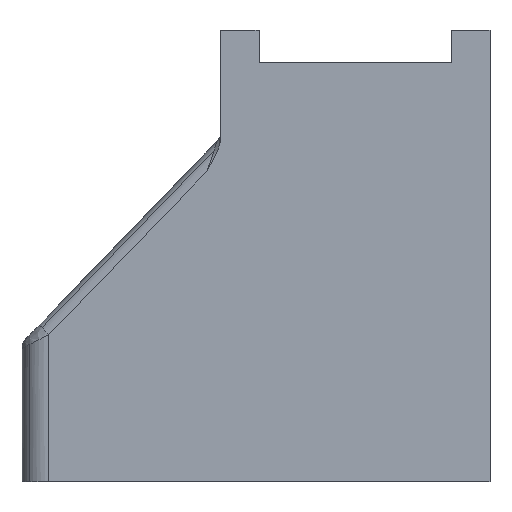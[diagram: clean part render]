
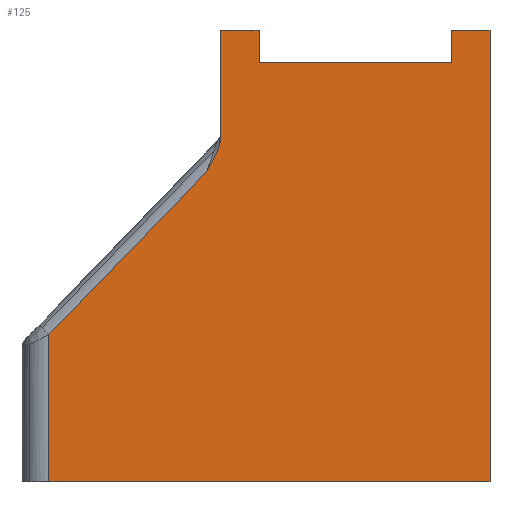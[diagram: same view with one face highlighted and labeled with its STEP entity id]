
A CAD part, front view. The second image highlights one B-rep face of the part: STEP entity #125.
In plain terms, the highlighted planar face has unit normal (0, -1, 0).
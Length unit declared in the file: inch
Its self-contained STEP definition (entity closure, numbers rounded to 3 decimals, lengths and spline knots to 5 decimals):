
#125=ADVANCED_FACE('',(#319),#320,.T.);
#319=FACE_OUTER_BOUND('',#901,.T.);
#320=PLANE('',#902);
#901=EDGE_LOOP('',(#2641,#2642,#2643,#2644,#2645,#2646,#2647,#2648,#2649,#2650,#2651));
#902=AXIS2_PLACEMENT_3D('',#2652,#2653,#2654);
#2641=ORIENTED_EDGE('',*,*,#3356,.T.);
#2642=ORIENTED_EDGE('',*,*,#3357,.T.);
#2643=ORIENTED_EDGE('',*,*,#3358,.T.);
#2644=ORIENTED_EDGE('',*,*,#3359,.T.);
#2645=ORIENTED_EDGE('',*,*,#3360,.T.);
#2646=ORIENTED_EDGE('',*,*,#3361,.T.);
#2647=ORIENTED_EDGE('',*,*,#3362,.T.);
#2648=ORIENTED_EDGE('',*,*,#3304,.T.);
#2649=ORIENTED_EDGE('',*,*,#3363,.T.);
#2650=ORIENTED_EDGE('',*,*,#3364,.T.);
#2651=ORIENTED_EDGE('',*,*,#3336,.T.);
#2652=CARTESIAN_POINT('',(0.18899,0.,-1.32413));
#2653=DIRECTION('',(0.,-1.0,0.));
#2654=DIRECTION('',(-1.0,0.,0.));
#3304=EDGE_CURVE('',#3608,#3609,#3610,.T.);
#3336=EDGE_CURVE('',#3667,#3665,#3668,.T.);
#3356=EDGE_CURVE('',#3665,#3703,#3704,.T.);
#3357=EDGE_CURVE('',#3703,#3705,#3706,.T.);
#3358=EDGE_CURVE('',#3705,#3707,#3708,.T.);
#3359=EDGE_CURVE('',#3707,#3709,#3710,.F.);
#3360=EDGE_CURVE('',#3709,#3711,#3712,.F.);
#3361=EDGE_CURVE('',#3711,#3713,#3714,.F.);
#3362=EDGE_CURVE('',#3713,#3608,#3715,.T.);
#3363=EDGE_CURVE('',#3609,#3716,#3717,.T.);
#3364=EDGE_CURVE('',#3716,#3667,#3718,.F.);
#3608=VERTEX_POINT('',#4046);
#3609=VERTEX_POINT('',#4047);
#3610=LINE('',#4048,#4049);
#3665=VERTEX_POINT('',#4126);
#3667=VERTEX_POINT('',#4128);
#3668=LINE('',#4129,#4130);
#3703=VERTEX_POINT('',#4195);
#3704=B_SPLINE_CURVE_WITH_KNOTS('',3,(#4196,#4197,#4198,#4199,#4200,#4201,#4202,#4203),.UNSPECIFIED.,.F.,.F.,(4,2,2,4),(0.0,0.55289,2.3501,2.35384),.UNSPECIFIED.);
#3705=VERTEX_POINT('',#4204);
#3706=LINE('',#4205,#4206);
#3707=VERTEX_POINT('',#4207);
#3708=LINE('',#4208,#4209);
#3709=VERTEX_POINT('',#4210);
#3710=LINE('',#4211,#4212);
#3711=VERTEX_POINT('',#4213);
#3712=LINE('',#4214,#4215);
#3713=VERTEX_POINT('',#4216);
#3714=LINE('',#4217,#4218);
#3715=LINE('',#4219,#4220);
#3716=VERTEX_POINT('',#4221);
#3717=LINE('',#4222,#4223);
#3718=LINE('',#4224,#4225);
#4046=CARTESIAN_POINT('',(0.53249,0.0,1.22425));
#4047=CARTESIAN_POINT('',(-0.0305,0.0,1.22425));
#4048=CARTESIAN_POINT('',(0.21999,0.0,1.22425));
#4049=VECTOR('',#4668,1.0);
#4126=CARTESIAN_POINT('',(-0.14268,0.,1.00603));
#4128=CARTESIAN_POINT('',(-0.1426,0.0,1.31874));
#4129=CARTESIAN_POINT('',(-0.14311,0.,-0.68208));
#4130=VECTOR('',#4711,1.);
#4195=CARTESIAN_POINT('',(-0.18207,0.,0.90797));
#4196=CARTESIAN_POINT('',(-0.14268,0.,1.00603));
#4197=CARTESIAN_POINT('',(-0.14268,0.,0.99878));
#4198=CARTESIAN_POINT('',(-0.14387,0.0,0.99154));
#4199=CARTESIAN_POINT('',(-0.15174,0.0,0.96169));
#4200=CARTESIAN_POINT('',(-0.16607,0.,0.93629));
#4201=CARTESIAN_POINT('',(-0.18201,0.,0.90809));
#4202=CARTESIAN_POINT('',(-0.18204,0.,0.90803));
#4203=CARTESIAN_POINT('',(-0.18207,0.,0.90797));
#4204=CARTESIAN_POINT('',(-0.64469,0.,0.42993));
#4205=CARTESIAN_POINT('',(-0.60484,0.,0.47111));
#4206=VECTOR('',#4736,1.);
#4207=CARTESIAN_POINT('',(-0.64469,0.,0.));
#4208=CARTESIAN_POINT('',(-0.64469,0.,-0.11088));
#4209=VECTOR('',#4737,1.0);
#4210=CARTESIAN_POINT('',(0.64469,0.,0.));
#4211=CARTESIAN_POINT('',(0.29872,0.,0.));
#4212=VECTOR('',#4738,1.0);
#4213=CARTESIAN_POINT('',(0.64469,0.0,1.31874));
#4214=CARTESIAN_POINT('',(0.64469,0.,0.44325));
#4215=VECTOR('',#4739,1.0);
#4216=CARTESIAN_POINT('',(0.53249,0.0,1.31874));
#4217=CARTESIAN_POINT('',(0.25001,0.0,1.31874));
#4218=VECTOR('',#4740,1.0);
#4219=CARTESIAN_POINT('',(0.53249,0.,0.01827));
#4220=VECTOR('',#4741,1.0);
#4221=CARTESIAN_POINT('',(-0.0305,0.0,1.31874));
#4222=CARTESIAN_POINT('',(-0.0305,0.,0.01827));
#4223=VECTOR('',#4742,1.0);
#4224=CARTESIAN_POINT('',(0.19391,0.0,1.31874));
#4225=VECTOR('',#4743,1.0);
#4668=DIRECTION('',(-1.0,0.0,-0.0));
#4711=DIRECTION('',(0.,0.,-1.));
#4736=DIRECTION('',(-0.695,0.,-0.719));
#4737=DIRECTION('',(0.0,0.,-1.0));
#4738=DIRECTION('',(-1.0,0.0,-0.0));
#4739=DIRECTION('',(0.0,0.,-1.0));
#4740=DIRECTION('',(1.0,0.0,0.0));
#4741=DIRECTION('',(0.0,0.,-1.0));
#4742=DIRECTION('',(0.0,0.,1.0));
#4743=DIRECTION('',(1.0,0.0,0.0));
